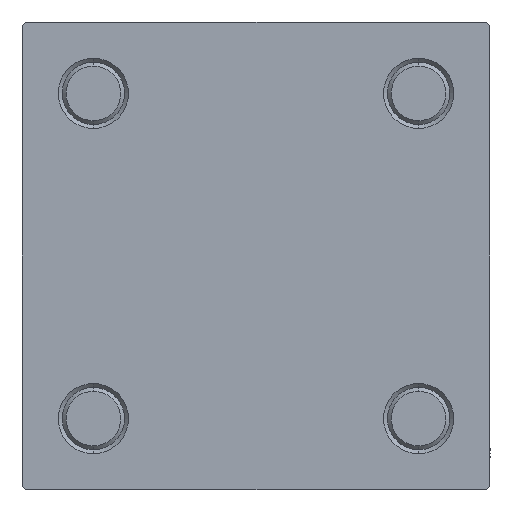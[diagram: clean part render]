
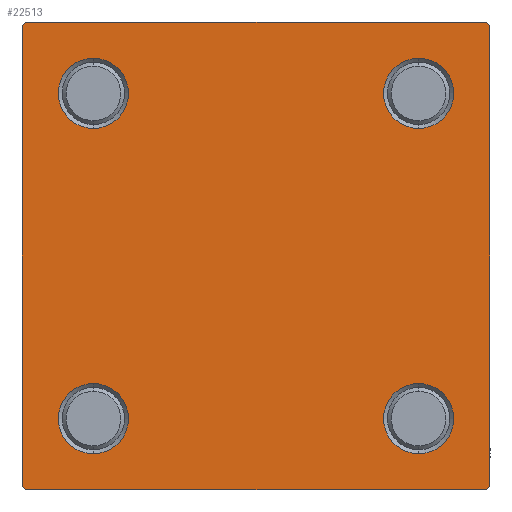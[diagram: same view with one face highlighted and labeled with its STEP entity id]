
A CAD part, left-side view. The second image highlights one B-rep face of the part: STEP entity #22513.
In plain terms, the highlighted planar face has unit normal (-1, 0, 0).
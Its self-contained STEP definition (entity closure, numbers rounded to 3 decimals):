
#73 = DIRECTION ( 'NONE',  ( 1., 0., 0. ) ) ;
#437 = CARTESIAN_POINT ( 'NONE',  ( 0., -20.85, 20.85 ) ) ;
#1634 = DIRECTION ( 'NONE',  ( 0., 0., 1. ) ) ;
#1811 = CARTESIAN_POINT ( 'NONE',  ( 0., 29.5, -30. ) ) ;
#2761 = VECTOR ( 'NONE', #10723, 1000. ) ;
#2774 = LINE ( 'NONE', #42147, #10519 ) ;
#2924 = VERTEX_POINT ( 'NONE', #18373 ) ;
#3785 = AXIS2_PLACEMENT_3D ( 'NONE', #16691, #13351, #47620 ) ;
#3938 = ORIENTED_EDGE ( 'NONE', *, *, #30027, .T. ) ;
#3949 = VERTEX_POINT ( 'NONE', #35991 ) ;
#3968 = ORIENTED_EDGE ( 'NONE', *, *, #26835, .T. ) ;
#4381 = ORIENTED_EDGE ( 'NONE', *, *, #21127, .F. ) ;
#4415 = CARTESIAN_POINT ( 'NONE',  ( 0., -20.85, -20.85 ) ) ;
#5123 = EDGE_CURVE ( 'NONE', #40123, #2924, #2774, .T. ) ;
#5202 = CARTESIAN_POINT ( 'NONE',  ( 0., -29.5, -30. ) ) ;
#5411 = ORIENTED_EDGE ( 'NONE', *, *, #5669, .T. ) ;
#5508 = CARTESIAN_POINT ( 'NONE',  ( 0., -20.85, 16.35 ) ) ;
#5553 = DIRECTION ( 'NONE',  ( 1., 0., 0. ) ) ;
#5647 = ORIENTED_EDGE ( 'NONE', *, *, #37327, .F. ) ;
#5669 = EDGE_CURVE ( 'NONE', #26018, #47257, #49198, .T. ) ;
#5789 = FACE_BOUND ( 'NONE', #45599, .T. ) ;
#5791 = EDGE_CURVE ( 'NONE', #31264, #41874, #30916, .T. ) ;
#6641 = CARTESIAN_POINT ( 'NONE',  ( 0., 29.75, -29.75 ) ) ;
#6757 = LINE ( 'NONE', #34371, #21293 ) ;
#7146 = EDGE_LOOP ( 'NONE', ( #35616, #15043, #26856, #5411, #5647, #47945, #4381, #43029 ) ) ;
#7319 = VERTEX_POINT ( 'NONE', #22423 ) ;
#7497 = DIRECTION ( 'NONE',  ( 0., 0.707, 0.707 ) ) ;
#7545 = AXIS2_PLACEMENT_3D ( 'NONE', #15461, #43327, #46420 ) ;
#7582 = DIRECTION ( 'NONE',  ( 1., 0., 0. ) ) ;
#8425 = CARTESIAN_POINT ( 'NONE',  ( 0., -30., 30. ) ) ;
#8467 = DIRECTION ( 'NONE',  ( 1., 0., 0. ) ) ;
#8691 = VECTOR ( 'NONE', #7497, 1000. ) ;
#9632 = CARTESIAN_POINT ( 'NONE',  ( 0., 0., 0. ) ) ;
#9693 = CARTESIAN_POINT ( 'NONE',  ( 0., 20.85, -16.35 ) ) ;
#9726 = DIRECTION ( 'NONE',  ( 0., 0., 1. ) ) ;
#9798 = AXIS2_PLACEMENT_3D ( 'NONE', #437, #5553, #24223 ) ;
#10135 = FACE_BOUND ( 'NONE', #35816, .T. ) ;
#10391 = EDGE_LOOP ( 'NONE', ( #46803, #3938 ) ) ;
#10519 = VECTOR ( 'NONE', #49310, 1000. ) ;
#10723 = DIRECTION ( 'NONE',  ( 0., -0.707, -0.707 ) ) ;
#12640 = CARTESIAN_POINT ( 'NONE',  ( 0., 30., 30. ) ) ;
#13054 = CIRCLE ( 'NONE', #9798, 4.5 ) ;
#13090 = VECTOR ( 'NONE', #28247, 1000. ) ;
#13246 = ORIENTED_EDGE ( 'NONE', *, *, #30726, .T. ) ;
#13351 = DIRECTION ( 'NONE',  ( 1., 0., 0. ) ) ;
#13441 = DIRECTION ( 'NONE',  ( 0., 0., 1. ) ) ;
#14136 = CARTESIAN_POINT ( 'NONE',  ( 0., 29.5, 30. ) ) ;
#14176 = DIRECTION ( 'NONE',  ( 0., 0., -1. ) ) ;
#14456 = PLANE ( 'NONE',  #44176 ) ;
#14662 = ORIENTED_EDGE ( 'NONE', *, *, #26377, .T. ) ;
#14666 = CARTESIAN_POINT ( 'NONE',  ( 0., 30., -30. ) ) ;
#14954 = VECTOR ( 'NONE', #43460, 1000. ) ;
#15043 = ORIENTED_EDGE ( 'NONE', *, *, #29461, .T. ) ;
#15044 = AXIS2_PLACEMENT_3D ( 'NONE', #16955, #7582, #39285 ) ;
#15461 = CARTESIAN_POINT ( 'NONE',  ( 0., 20.85, -20.85 ) ) ;
#16691 = CARTESIAN_POINT ( 'NONE',  ( 0., -20.85, -20.85 ) ) ;
#16955 = CARTESIAN_POINT ( 'NONE',  ( 0., 20.85, -20.85 ) ) ;
#17125 = CARTESIAN_POINT ( 'NONE',  ( 0., 20.85, 20.85 ) ) ;
#17515 = EDGE_CURVE ( 'NONE', #2924, #42840, #6757, .T. ) ;
#17623 = EDGE_CURVE ( 'NONE', #25595, #26018, #41799, .T. ) ;
#18047 = VECTOR ( 'NONE', #42294, 1000. ) ;
#18373 = CARTESIAN_POINT ( 'NONE',  ( 0., 30., 29.5 ) ) ;
#18730 = CARTESIAN_POINT ( 'NONE',  ( 0., -20.85, -16.35 ) ) ;
#19737 = EDGE_CURVE ( 'NONE', #23802, #32606, #13054, .T. ) ;
#21127 = EDGE_CURVE ( 'NONE', #40123, #46381, #44370, .T. ) ;
#21262 = CARTESIAN_POINT ( 'NONE',  ( 0., -20.85, 20.85 ) ) ;
#21293 = VECTOR ( 'NONE', #14176, 1000. ) ;
#21390 = FACE_BOUND ( 'NONE', #10391, .T. ) ;
#22142 = FACE_BOUND ( 'NONE', #50098, .T. ) ;
#22423 = CARTESIAN_POINT ( 'NONE',  ( 0., -30., 29.5 ) ) ;
#22513 = ADVANCED_FACE ( 'NONE', ( #10135, #21390, #5789, #22142, #40826 ), #14456, .T. ) ;
#22603 = CIRCLE ( 'NONE', #3785, 4.5 ) ;
#22818 = EDGE_CURVE ( 'NONE', #41874, #31264, #22959, .T. ) ;
#22959 = CIRCLE ( 'NONE', #25419, 4.5 ) ;
#23056 = CIRCLE ( 'NONE', #7545, 4.5 ) ;
#23604 = LINE ( 'NONE', #38689, #8691 ) ;
#23619 = CARTESIAN_POINT ( 'NONE',  ( 0., -30., -29.5 ) ) ;
#23749 = VERTEX_POINT ( 'NONE', #24440 ) ;
#23802 = VERTEX_POINT ( 'NONE', #5508 ) ;
#23894 = AXIS2_PLACEMENT_3D ( 'NONE', #21262, #8467, #36868 ) ;
#23950 = CARTESIAN_POINT ( 'NONE',  ( 0., 20.85, 16.35 ) ) ;
#24223 = DIRECTION ( 'NONE',  ( 0., 0., 1. ) ) ;
#24440 = CARTESIAN_POINT ( 'NONE',  ( 0., 20.85, -25.35 ) ) ;
#25419 = AXIS2_PLACEMENT_3D ( 'NONE', #25916, #44596, #1634 ) ;
#25595 = VERTEX_POINT ( 'NONE', #1811 ) ;
#25916 = CARTESIAN_POINT ( 'NONE',  ( 0., 20.85, 20.85 ) ) ;
#26018 = VERTEX_POINT ( 'NONE', #5202 ) ;
#26377 = EDGE_CURVE ( 'NONE', #32606, #23802, #41075, .T. ) ;
#26835 = EDGE_CURVE ( 'NONE', #23749, #43737, #23056, .T. ) ;
#26856 = ORIENTED_EDGE ( 'NONE', *, *, #17623, .T. ) ;
#27074 = ORIENTED_EDGE ( 'NONE', *, *, #22818, .T. ) ;
#28247 = DIRECTION ( 'NONE',  ( 0., -1., 0. ) ) ;
#29461 = EDGE_CURVE ( 'NONE', #42840, #25595, #33259, .T. ) ;
#29773 = CARTESIAN_POINT ( 'NONE',  ( 0., -29.75, -29.75 ) ) ;
#30027 = EDGE_CURVE ( 'NONE', #3949, #35952, #49299, .T. ) ;
#30063 = DIRECTION ( 'NONE',  ( -1., 0., 0. ) ) ;
#30123 = AXIS2_PLACEMENT_3D ( 'NONE', #17125, #37588, #9726 ) ;
#30726 = EDGE_CURVE ( 'NONE', #43737, #23749, #37138, .T. ) ;
#30916 = CIRCLE ( 'NONE', #30123, 4.5 ) ;
#31264 = VERTEX_POINT ( 'NONE', #38597 ) ;
#31346 = AXIS2_PLACEMENT_3D ( 'NONE', #4415, #73, #32294 ) ;
#31634 = CARTESIAN_POINT ( 'NONE',  ( 0., -20.85, 25.35 ) ) ;
#32294 = DIRECTION ( 'NONE',  ( 0., 0., 1. ) ) ;
#32606 = VERTEX_POINT ( 'NONE', #31634 ) ;
#33259 = LINE ( 'NONE', #6641, #2761 ) ;
#33365 = DIRECTION ( 'NONE',  ( 0., -0.707, 0.707 ) ) ;
#34371 = CARTESIAN_POINT ( 'NONE',  ( 0., 30., 30. ) ) ;
#35616 = ORIENTED_EDGE ( 'NONE', *, *, #17515, .T. ) ;
#35816 = EDGE_LOOP ( 'NONE', ( #14662, #36262 ) ) ;
#35952 = VERTEX_POINT ( 'NONE', #18730 ) ;
#35991 = CARTESIAN_POINT ( 'NONE',  ( 0., -20.85, -25.35 ) ) ;
#36262 = ORIENTED_EDGE ( 'NONE', *, *, #19737, .T. ) ;
#36868 = DIRECTION ( 'NONE',  ( 0., 0., 1. ) ) ;
#37138 = CIRCLE ( 'NONE', #15044, 4.5 ) ;
#37291 = ORIENTED_EDGE ( 'NONE', *, *, #5791, .T. ) ;
#37327 = EDGE_CURVE ( 'NONE', #7319, #47257, #50368, .T. ) ;
#37588 = DIRECTION ( 'NONE',  ( 1., 0., 0. ) ) ;
#38597 = CARTESIAN_POINT ( 'NONE',  ( 0., 20.85, 25.35 ) ) ;
#38689 = CARTESIAN_POINT ( 'NONE',  ( 0., -29.75, 29.75 ) ) ;
#39206 = CARTESIAN_POINT ( 'NONE',  ( 0., -29.5, 30. ) ) ;
#39285 = DIRECTION ( 'NONE',  ( 0., 0., 1. ) ) ;
#40123 = VERTEX_POINT ( 'NONE', #14136 ) ;
#40826 = FACE_OUTER_BOUND ( 'NONE', #7146, .T. ) ;
#41075 = CIRCLE ( 'NONE', #23894, 4.5 ) ;
#41560 = VECTOR ( 'NONE', #33365, 1000. ) ;
#41799 = LINE ( 'NONE', #14666, #18047 ) ;
#41874 = VERTEX_POINT ( 'NONE', #23950 ) ;
#42147 = CARTESIAN_POINT ( 'NONE',  ( 0., 29.75, 29.75 ) ) ;
#42294 = DIRECTION ( 'NONE',  ( 0., -1., 0. ) ) ;
#42840 = VERTEX_POINT ( 'NONE', #47534 ) ;
#43029 = ORIENTED_EDGE ( 'NONE', *, *, #5123, .T. ) ;
#43327 = DIRECTION ( 'NONE',  ( 1., 0., 0. ) ) ;
#43341 = EDGE_CURVE ( 'NONE', #7319, #46381, #23604, .T. ) ;
#43460 = DIRECTION ( 'NONE',  ( 0., 0., -1. ) ) ;
#43737 = VERTEX_POINT ( 'NONE', #9693 ) ;
#44176 = AXIS2_PLACEMENT_3D ( 'NONE', #9632, #30063, #13441 ) ;
#44370 = LINE ( 'NONE', #12640, #13090 ) ;
#44596 = DIRECTION ( 'NONE',  ( 1., 0., 0. ) ) ;
#45599 = EDGE_LOOP ( 'NONE', ( #13246, #3968 ) ) ;
#46381 = VERTEX_POINT ( 'NONE', #39206 ) ;
#46420 = DIRECTION ( 'NONE',  ( 0., 0., 1. ) ) ;
#46803 = ORIENTED_EDGE ( 'NONE', *, *, #47309, .T. ) ;
#47257 = VERTEX_POINT ( 'NONE', #23619 ) ;
#47309 = EDGE_CURVE ( 'NONE', #35952, #3949, #22603, .T. ) ;
#47534 = CARTESIAN_POINT ( 'NONE',  ( 0., 30., -29.5 ) ) ;
#47620 = DIRECTION ( 'NONE',  ( 0., 0., 1. ) ) ;
#47945 = ORIENTED_EDGE ( 'NONE', *, *, #43341, .T. ) ;
#49198 = LINE ( 'NONE', #29773, #41560 ) ;
#49299 = CIRCLE ( 'NONE', #31346, 4.5 ) ;
#49310 = DIRECTION ( 'NONE',  ( 0., 0.707, -0.707 ) ) ;
#50098 = EDGE_LOOP ( 'NONE', ( #37291, #27074 ) ) ;
#50368 = LINE ( 'NONE', #8425, #14954 ) ;
